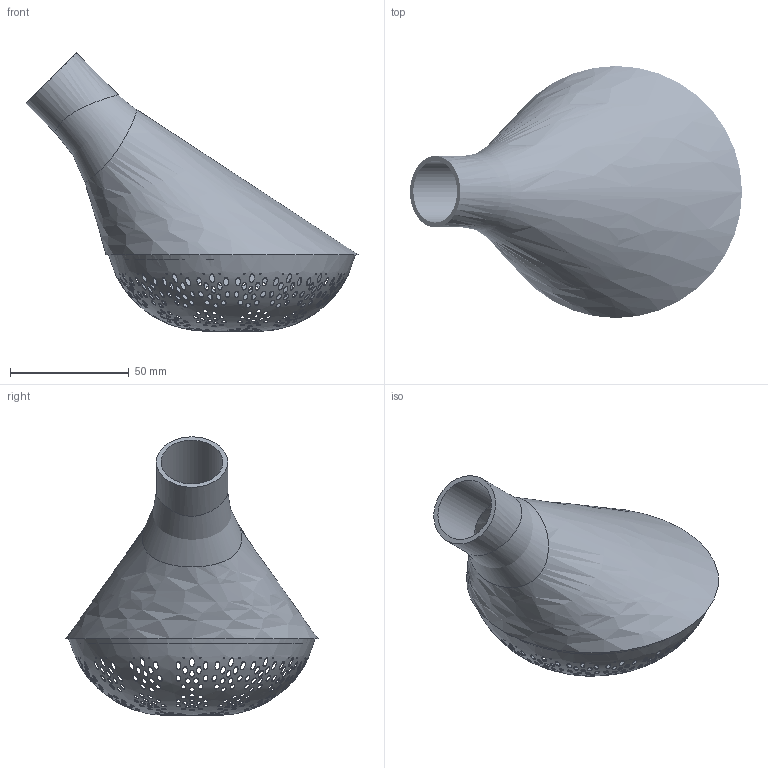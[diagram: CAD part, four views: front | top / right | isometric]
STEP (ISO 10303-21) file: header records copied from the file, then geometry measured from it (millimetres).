
FILE_DESCRIPTION(/* description */ ('STEP AP242','CAx-IF Rec.Pracs.---Representation and Presentation of Product Manufacturing Information (PMI)---4.0---2014-10-13','CAx-IF Rec.Pracs.---3D Tessellated Geometry---0.4---2014-09-14','2;1'),/* implementation_level */ '2;1');
FILE_NAME(/* name */ '669f8ba8e24f1b5fd0376e33',/* time_stamp */ '2024-07-23T10:53:30Z',/* author */ (''),/* organization */ (''),/* preprocessor_version */ 'ST-DEVELOPER v20',/* originating_system */ ' ',/* authorisation */ ' ');
FILE_SCHEMA (('AP242_MANAGED_MODEL_BASED_3D_ENGINEERING_MIM_LF { 1 0 10303 442 1 1 4 }'));
Length unit declared in the file: metre
Products named in the file (3): Watering Can Rose; Part 1
Assembly tree (2 placements, depth 2):
  Watering Can Rose
    Part 1
    Part 1
Bounding box: 139.64 x 106 x 117.05 mm (x, y, z)
Volume: 38057.6 mm3; surface area: 61162.9 mm2
Topology: 2 solids, 2 shells, 560 faces, 2047 edges, 1496 vertices
Faces by surface type: cylinder 496, plane 55, bspline 7, torus 2
Full cylindrical faces by diameter (mm): 2 x464
Entity records: 30274 total; most frequent: CARTESIAN_POINT 17441, ORIENTED_EDGE 2218, EDGE_LOOP 1978, FACE_BOUND 1978, DIRECTION 1476, EDGE_CURVE 1109, VERTEX_POINT 1041, B_SPLINE_CURVE_WITH_KNOTS 927
